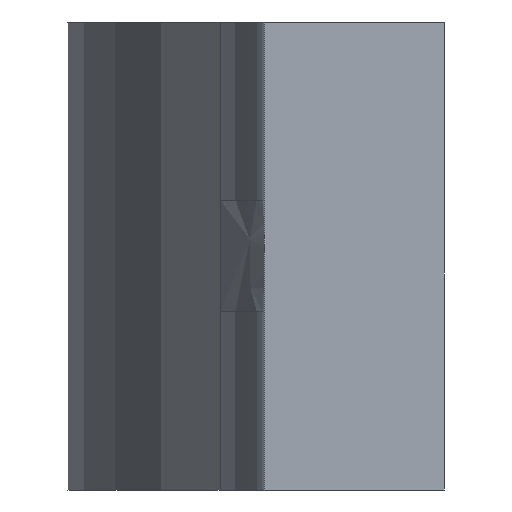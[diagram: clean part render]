
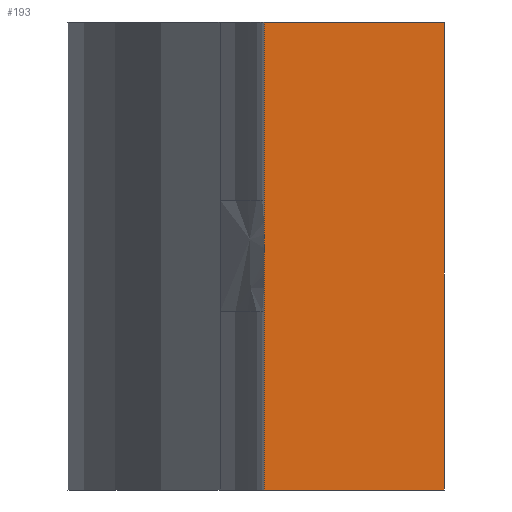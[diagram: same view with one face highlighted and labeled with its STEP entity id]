
A CAD part, left-side view. The second image highlights one B-rep face of the part: STEP entity #193.
In plain terms, the highlighted planar face has unit normal (-1, 0, 0).
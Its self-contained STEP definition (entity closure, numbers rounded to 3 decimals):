
#6 = FACE_OUTER_BOUND ( 'NONE', #206, .T. ) ;
#86 = ORIENTED_EDGE ( 'NONE', *, *, #307, .T. ) ;
#121 = LINE ( 'NONE', #298, #468 ) ;
#161 = PLANE ( 'NONE',  #508 ) ;
#193 = ADVANCED_FACE ( 'NONE', ( #6 ), #161, .F. ) ;
#205 = EDGE_CURVE ( 'NONE', #971, #798, #121, .T. ) ;
#206 = EDGE_LOOP ( 'NONE', ( #1066, #221, #843, #86 ) ) ;
#221 = ORIENTED_EDGE ( 'NONE', *, *, #205, .F. ) ;
#251 = DIRECTION ( 'NONE',  ( 0., -1., 0. ) ) ;
#257 = CARTESIAN_POINT ( 'NONE',  ( -40., 14., 26. ) ) ;
#272 = VECTOR ( 'NONE', #752, 1000. ) ;
#298 = CARTESIAN_POINT ( 'NONE',  ( -40., 14., 26. ) ) ;
#307 = EDGE_CURVE ( 'NONE', #1085, #317, #321, .T. ) ;
#317 = VERTEX_POINT ( 'NONE', #921 ) ;
#321 = LINE ( 'NONE', #1006, #847 ) ;
#369 = DIRECTION ( 'NONE',  ( 0., 0., -1. ) ) ;
#468 = VECTOR ( 'NONE', #369, 1000. ) ;
#480 = EDGE_CURVE ( 'NONE', #1085, #971, #1025, .T. ) ;
#503 = CARTESIAN_POINT ( 'NONE',  ( -40., 14., 26. ) ) ;
#508 = AXIS2_PLACEMENT_3D ( 'NONE', #503, #687, #1034 ) ;
#553 = CARTESIAN_POINT ( 'NONE',  ( -40., 24., 26. ) ) ;
#653 = DIRECTION ( 'NONE',  ( 0., 0., -1. ) ) ;
#687 = DIRECTION ( 'NONE',  ( 1., 0., 0. ) ) ;
#705 = CARTESIAN_POINT ( 'NONE',  ( -40., 14., 26. ) ) ;
#752 = DIRECTION ( 'NONE',  ( 0., -1., 0. ) ) ;
#758 = LINE ( 'NONE', #1104, #272 ) ;
#798 = VERTEX_POINT ( 'NONE', #919 ) ;
#832 = EDGE_CURVE ( 'NONE', #317, #798, #758, .T. ) ;
#843 = ORIENTED_EDGE ( 'NONE', *, *, #480, .F. ) ;
#847 = VECTOR ( 'NONE', #653, 1000. ) ;
#919 = CARTESIAN_POINT ( 'NONE',  ( -40., 14., 0. ) ) ;
#921 = CARTESIAN_POINT ( 'NONE',  ( -40., 24., 0. ) ) ;
#971 = VERTEX_POINT ( 'NONE', #705 ) ;
#1006 = CARTESIAN_POINT ( 'NONE',  ( -40., 24., 26. ) ) ;
#1025 = LINE ( 'NONE', #257, #1065 ) ;
#1034 = DIRECTION ( 'NONE',  ( 0., 1., 0. ) ) ;
#1065 = VECTOR ( 'NONE', #251, 1000. ) ;
#1066 = ORIENTED_EDGE ( 'NONE', *, *, #832, .T. ) ;
#1085 = VERTEX_POINT ( 'NONE', #553 ) ;
#1104 = CARTESIAN_POINT ( 'NONE',  ( -40., 14., 0. ) ) ;
